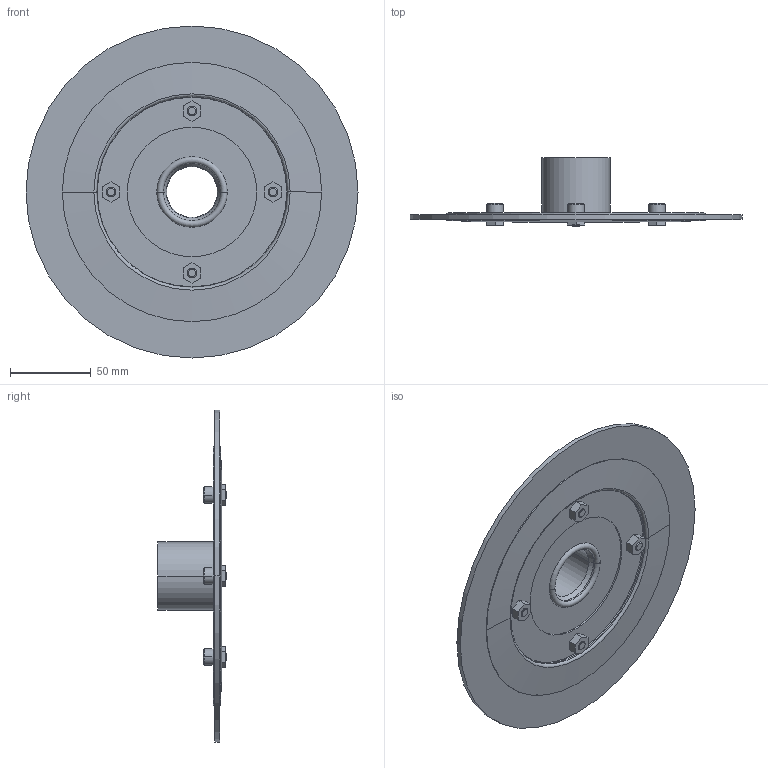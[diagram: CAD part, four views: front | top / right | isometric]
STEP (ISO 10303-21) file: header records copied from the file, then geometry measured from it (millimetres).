
FILE_DESCRIPTION((''),'2;1');
FILE_NAME('43268-00_SW0001','2025-12-10T16:35:58',('julian.egg'),(''),'CREO PARAMETRIC BY PTC INC, 2025323','CREO PARAMETRIC BY PTC INC, 2025323','');
FILE_SCHEMA(('CONFIG_CONTROL_DESIGN'));
Length unit declared in the file: millimetre
Products named in the file (1): 43268-00_SW0001
Bounding box: 205 x 42 x 205 mm (x, y, z)
Volume: 122778.8 mm3; surface area: 93115 mm2
Topology: 2 solids, 2 shells, 225 faces, 450 edges, 258 vertices
Faces by surface type: plane 101, cylinder 54, cone 46, torus 24
Entity records: 6186 total; most frequent: CARTESIAN_POINT 1365, DIRECTION 1082, ORIENTED_EDGE 900, EDGE_CURVE 450, AXIS2_PLACEMENT_3D 431, EDGE_LOOP 266, VERTEX_POINT 258, FACE_OUTER_BOUND 225
